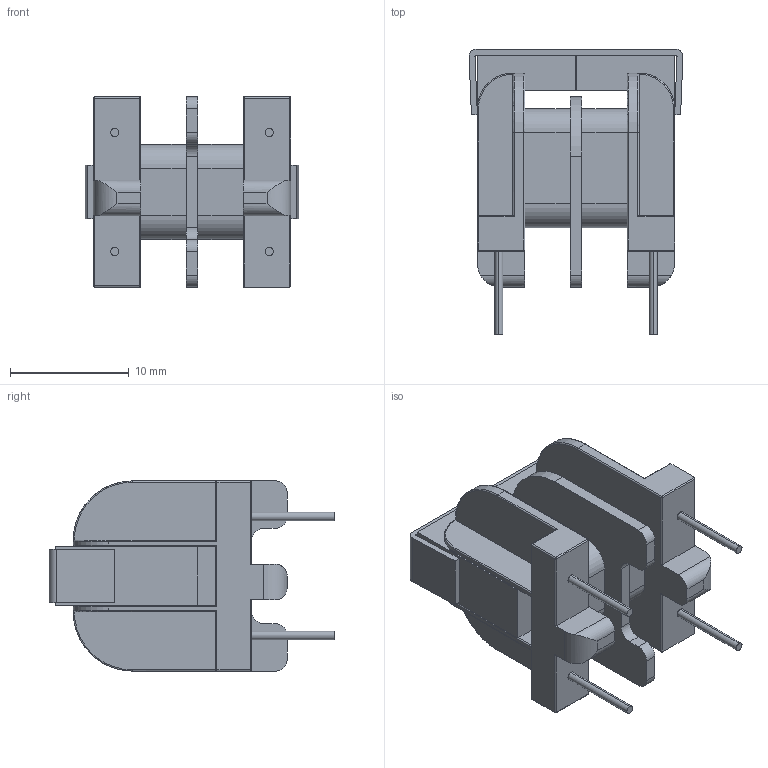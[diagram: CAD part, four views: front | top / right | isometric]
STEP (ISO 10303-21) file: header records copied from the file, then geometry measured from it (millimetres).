
FILE_DESCRIPTION (( 'STEP AP214' ), '1' );
FILE_NAME ('DA4C195D-D14B-4032-B55F-635D003680D2.STEP', '2023-04-14T10:32:34', ( '' ), ( '' ), 'SwSTEP 2.0', 'SolidWorks 2022', '' );
FILE_SCHEMA (( 'AUTOMOTIVE_DESIGN' ));
Length unit declared in the file: millimetre
Products named in the file (1): DA4C195D-D14B-4032-B55F-635D003680D2
Bounding box: 17.99 x 24 x 16 mm (x, y, z)
Volume: 2248.2 mm3; surface area: 2747.8 mm2
Topology: 2 solids, 2 shells, 216 faces, 528 edges, 316 vertices
Faces by surface type: cylinder 104, plane 88, bspline 24
Entity records: 6899 total; most frequent: CARTESIAN_POINT 1637, ORIENTED_EDGE 1040, DIRECTION 1018, EDGE_CURVE 520, AXIS2_PLACEMENT_3D 349, VECTOR 320, LINE 320, VERTEX_POINT 316
